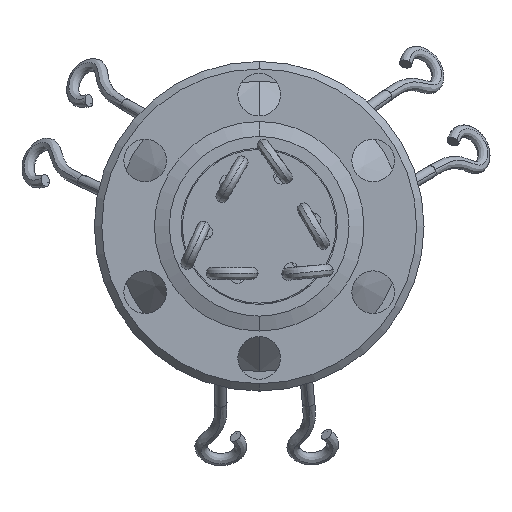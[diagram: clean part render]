
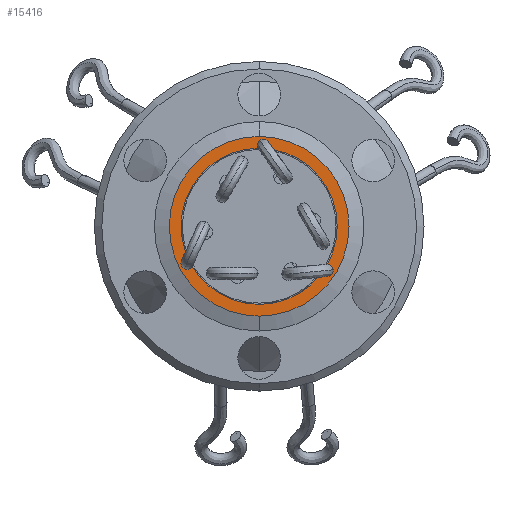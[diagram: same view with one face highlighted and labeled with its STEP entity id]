
A CAD part, front view. The second image highlights one B-rep face of the part: STEP entity #15416.
In plain terms, the highlighted planar face has unit normal (0, -1, 0).
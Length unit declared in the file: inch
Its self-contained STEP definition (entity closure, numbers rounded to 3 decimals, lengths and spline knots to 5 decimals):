
#1330 = EDGE_CURVE ( 'NONE', #9503, #9500, #17334, .T. ) ;
#4610 = EDGE_CURVE ( 'NONE', #9489, #9499, #16845, .T. ) ;
#7045 = AXIS2_PLACEMENT_3D ( 'NONE', #20584, #21013, #21014 ) ;
#7046 = AXIS2_PLACEMENT_3D ( 'NONE', #21015, #21016, #21017 ) ;
#9489 = VERTEX_POINT ( 'NONE', #19912 ) ;
#9499 = VERTEX_POINT ( 'NONE', #19928 ) ;
#9500 = VERTEX_POINT ( 'NONE', #19930 ) ;
#9503 = VERTEX_POINT ( 'NONE', #19936 ) ;
#10234 = ORIENTED_EDGE ( 'NONE', *, *, #14944, .F. ) ;
#10235 = ORIENTED_EDGE ( 'NONE', *, *, #1330, .F. ) ;
#10237 = ORIENTED_EDGE ( 'NONE', *, *, #4610, .T. ) ;
#10246 = ORIENTED_EDGE ( 'NONE', *, *, #14945, .T. ) ;
#10346 = CARTESIAN_POINT ( 'NONE',  ( 0., -1.768, 0. ) ) ;
#10348 = DIRECTION ( 'NONE',  ( 0., -1., 0. ) ) ;
#10349 = DIRECTION ( 'NONE',  ( 1., 0., 0. ) ) ;
#12470 = FACE_BOUND ( 'NONE', #14560, .T. ) ;
#12476 = FACE_OUTER_BOUND ( 'NONE', #14562, .T. ) ;
#12752 = CIRCLE ( 'NONE', #7046, 0.3625 ) ;
#12753 = CIRCLE ( 'NONE', #7045, 0.315 ) ;
#14174 = DIRECTION ( 'NONE',  ( -1., 0., 0. ) ) ;
#14176 = DIRECTION ( 'NONE',  ( 0., -1., 0. ) ) ;
#14178 = CARTESIAN_POINT ( 'NONE',  ( 0., -1.768, 0. ) ) ;
#14560 = EDGE_LOOP ( 'NONE', ( #10235, #10234 ) ) ;
#14562 = EDGE_LOOP ( 'NONE', ( #10246, #10237 ) ) ;
#14944 = EDGE_CURVE ( 'NONE', #9500, #9503, #12753, .T. ) ;
#14945 = EDGE_CURVE ( 'NONE', #9499, #9489, #12752, .T. ) ;
#15021 = CARTESIAN_POINT ( 'NONE',  ( 0., -1.768, 0. ) ) ;
#15024 = PLANE ( 'NONE',  #21729 ) ;
#15026 = DIRECTION ( 'NONE',  ( 0., 1., 0. ) ) ;
#15027 = DIRECTION ( 'NONE',  ( -1., 0., 0. ) ) ;
#15416 = ADVANCED_FACE ( 'NONE', ( #12476, #12470 ), #15024, .F. ) ;
#16845 = CIRCLE ( 'NONE', #21950, 0.3625 ) ;
#17334 = CIRCLE ( 'NONE', #20876, 0.315 ) ;
#19912 = CARTESIAN_POINT ( 'NONE',  ( -0.3625, -1.768, 0. ) ) ;
#19928 = CARTESIAN_POINT ( 'NONE',  ( 0.3625, -1.768, 0. ) ) ;
#19930 = CARTESIAN_POINT ( 'NONE',  ( 0.315, -1.768, 0. ) ) ;
#19936 = CARTESIAN_POINT ( 'NONE',  ( -0.315, -1.768, 0. ) ) ;
#20584 = CARTESIAN_POINT ( 'NONE',  ( 0., -1.768, 0. ) ) ;
#20876 = AXIS2_PLACEMENT_3D ( 'NONE', #14178, #14176, #14174 ) ;
#21013 = DIRECTION ( 'NONE',  ( 0., -1., 0. ) ) ;
#21014 = DIRECTION ( 'NONE',  ( -1., 0., 0. ) ) ;
#21015 = CARTESIAN_POINT ( 'NONE',  ( 0., -1.768, 0. ) ) ;
#21016 = DIRECTION ( 'NONE',  ( 0., -1., 0. ) ) ;
#21017 = DIRECTION ( 'NONE',  ( 1., 0., 0. ) ) ;
#21729 = AXIS2_PLACEMENT_3D ( 'NONE', #15021, #15026, #15027 ) ;
#21950 = AXIS2_PLACEMENT_3D ( 'NONE', #10346, #10348, #10349 ) ;
